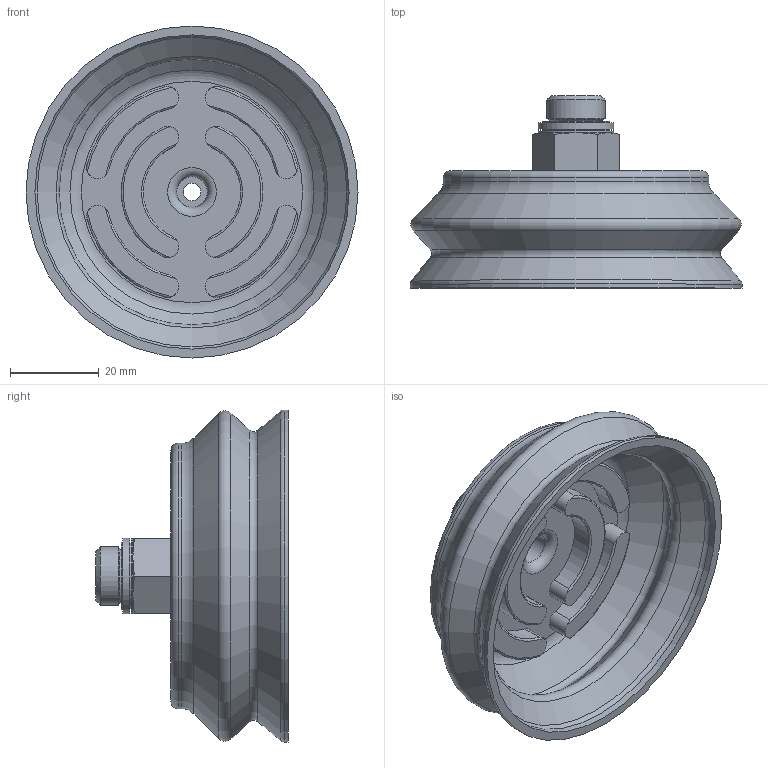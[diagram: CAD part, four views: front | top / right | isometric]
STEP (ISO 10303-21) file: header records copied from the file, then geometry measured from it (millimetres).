
FILE_DESCRIPTION(/* description */ ('STEP AP214'),/* implementation_level */ '2;1');
FILE_NAME(/* name */ '35415_VASB-75-1_4-NBR',/* time_stamp */ '2024-09-16T08:43:23+02:00',/* author */ ('License CC BY-ND 4.0'),/* organization */ ('CADENAS'),/* preprocessor_version */ 'ST-DEVELOPER v19.3',/* originating_system */ 'PARTsolutions',/* authorisation */ ' ');
FILE_SCHEMA (('AUTOMOTIVE_DESIGN {1 0 10303 214 3 1 1}'));
Length unit declared in the file: millimetre
Products named in the file (1): 35415 VASB-75-1/4-NBR
Bounding box: 75 x 43.5 x 75 mm (x, y, z)
Volume: 38248.3 mm3; surface area: 21317.9 mm2
Topology: 1 solids, 1 shells, 95 faces, 210 edges, 131 vertices
Faces by surface type: cylinder 35, torus 23, plane 22, cone 15
Full cylindrical faces by diameter (mm): 4 x1, 7 x1, 13.157 x1, 13.2 x1, 15.1 x2, 17 x2, 60 x1, 71 x1, 75 x1
Entity records: 3200 total; most frequent: CARTESIAN_POINT 512, DIRECTION 440, ORIENTED_EDGE 356, AXIS2_PLACEMENT_3D 202, EDGE_CURVE 178, EDGE_LOOP 142, FACE_BOUND 142, VERTEX_POINT 130
